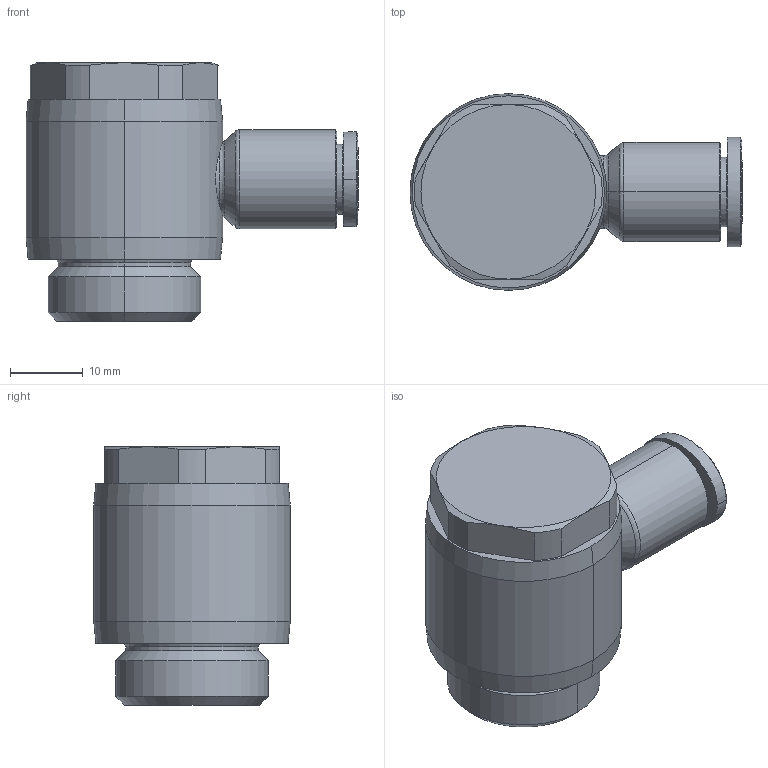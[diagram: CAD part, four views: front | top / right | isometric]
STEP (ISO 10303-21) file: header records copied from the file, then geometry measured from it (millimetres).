
FILE_DESCRIPTION (( 'STEP AP214' ), '1' );
FILE_NAME ('PH08-04.STEP', '2015-08-28T10:10:15', ( '' ), ( '' ), 'SwSTEP 2.0', 'SolidWorks 2015', '' );
FILE_SCHEMA (( 'AUTOMOTIVE_DESIGN' ));
Length unit declared in the file: millimetre
Products named in the file (2): ｦ+ﾃｦ1; PH08-04
Assembly tree (1 placements, depth 2):
  PH08-04
    ｦ+ﾃｦ1
Bounding box: 45.6 x 27 x 35.5 mm (x, y, z)
Volume: 15205.7 mm3; surface area: 9603.4 mm2
Topology: 1 solids, 1 shells, 449 faces, 1233 edges, 809 vertices
Faces by surface type: plane 349, cylinder 34, bspline 32, cone 32, torus 2
Entity records: 15711 total; most frequent: CARTESIAN_POINT 3798, ORIENTED_EDGE 2462, DIRECTION 2083, EDGE_CURVE 1231, VECTOR 1037, LINE 1037, VERTEX_POINT 809, AXIS2_PLACEMENT_3D 523
